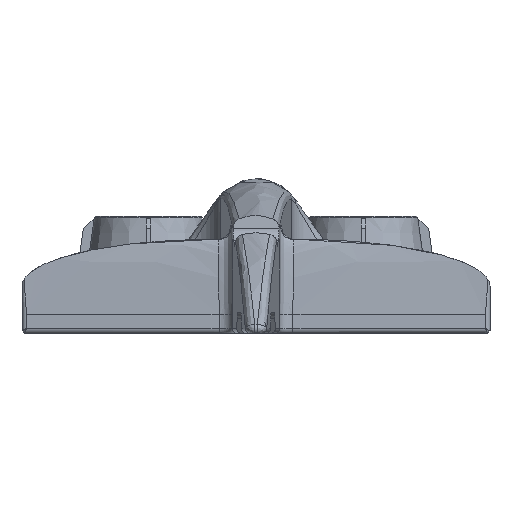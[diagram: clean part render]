
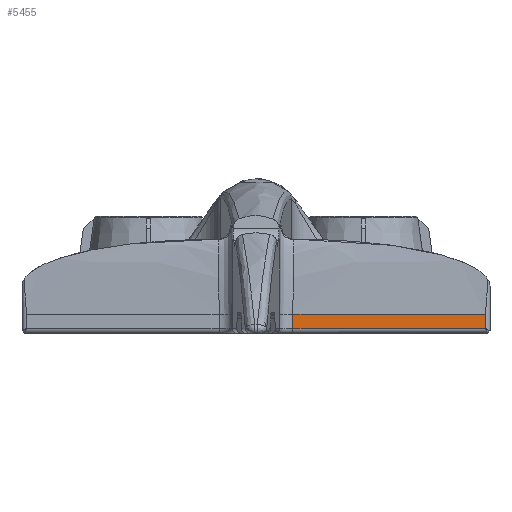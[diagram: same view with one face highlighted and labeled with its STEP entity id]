
A CAD part, front view. The second image highlights one B-rep face of the part: STEP entity #5455.
In plain terms, the highlighted planar face has unit normal (0.03, -1, 0).
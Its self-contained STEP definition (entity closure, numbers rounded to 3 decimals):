
#481 = CARTESIAN_POINT ( 'NONE',  ( 7.902, -82.763, 1. ) ) ;
#627 = EDGE_LOOP ( 'NONE', ( #1648, #927, #3685, #1061 ) ) ;
#913 = LINE ( 'NONE', #8747, #3478 ) ;
#927 = ORIENTED_EDGE ( 'NONE', *, *, #2709, .T. ) ;
#1061 = ORIENTED_EDGE ( 'NONE', *, *, #9148, .T. ) ;
#1143 = CARTESIAN_POINT ( 'NONE',  ( 7.902, -82.763, 20. ) ) ;
#1198 = VECTOR ( 'NONE', #6382, 1000. ) ;
#1438 = CARTESIAN_POINT ( 'NONE',  ( 35.321, -81.94, 4. ) ) ;
#1648 = ORIENTED_EDGE ( 'NONE', *, *, #2507, .T. ) ;
#1849 = VERTEX_POINT ( 'NONE', #7021 ) ;
#1876 = CARTESIAN_POINT ( 'NONE',  ( 49.03, -81.529, 4. ) ) ;
#1986 = CARTESIAN_POINT ( 'NONE',  ( 7.902, -82.763, 4. ) ) ;
#2167 = CARTESIAN_POINT ( 'NONE',  ( 21.611, -82.352, 4. ) ) ;
#2288 = CARTESIAN_POINT ( 'NONE',  ( 49.03, -81.529, 4. ) ) ;
#2507 = EDGE_CURVE ( 'NONE', #7183, #1849, #913, .T. ) ;
#2709 = EDGE_CURVE ( 'NONE', #1849, #8973, #4515, .T. ) ;
#3478 = VECTOR ( 'NONE', #13049, 1000. ) ;
#3550 = B_SPLINE_CURVE_WITH_KNOTS ( 'NONE', 3,
 ( #2288, #1438, #2167, #12368 ),
 .UNSPECIFIED., .F., .F.,
 ( 4, 4 ),
 ( 0.022, 0.939 ),
 .UNSPECIFIED. ) ;
#3685 = ORIENTED_EDGE ( 'NONE', *, *, #7444, .T. ) ;
#4515 = LINE ( 'NONE', #11465, #1198 ) ;
#4725 = DIRECTION ( 'NONE',  ( 0., 0., -1. ) ) ;
#5105 = DIRECTION ( 'NONE',  ( -0.03, 1., 0. ) ) ;
#5455 = ADVANCED_FACE ( 'NONE', ( #6228 ), #10268, .F. ) ;
#6228 = FACE_OUTER_BOUND ( 'NONE', #627, .T. ) ;
#6382 = DIRECTION ( 'NONE',  ( 0., 0., 1. ) ) ;
#7021 = CARTESIAN_POINT ( 'NONE',  ( 49.03, -81.529, 1. ) ) ;
#7183 = VERTEX_POINT ( 'NONE', #481 ) ;
#7444 = EDGE_CURVE ( 'NONE', #8973, #10815, #3550, .T. ) ;
#8149 = DIRECTION ( 'NONE',  ( -1., -0.03, 0. ) ) ;
#8747 = CARTESIAN_POINT ( 'NONE',  ( 0., -83., 1. ) ) ;
#8973 = VERTEX_POINT ( 'NONE', #1876 ) ;
#9148 = EDGE_CURVE ( 'NONE', #10815, #7183, #10229, .T. ) ;
#10229 = LINE ( 'NONE', #1143, #11337 ) ;
#10268 = PLANE ( 'NONE',  #11838 ) ;
#10815 = VERTEX_POINT ( 'NONE', #1986 ) ;
#11324 = CARTESIAN_POINT ( 'NONE',  ( 0., -83., 20. ) ) ;
#11337 = VECTOR ( 'NONE', #4725, 1000. ) ;
#11465 = CARTESIAN_POINT ( 'NONE',  ( 49.03, -81.529, 20. ) ) ;
#11838 = AXIS2_PLACEMENT_3D ( 'NONE', #11324, #5105, #8149 ) ;
#12368 = CARTESIAN_POINT ( 'NONE',  ( 7.902, -82.763, 4. ) ) ;
#13049 = DIRECTION ( 'NONE',  ( 1., 0.03, 0. ) ) ;
